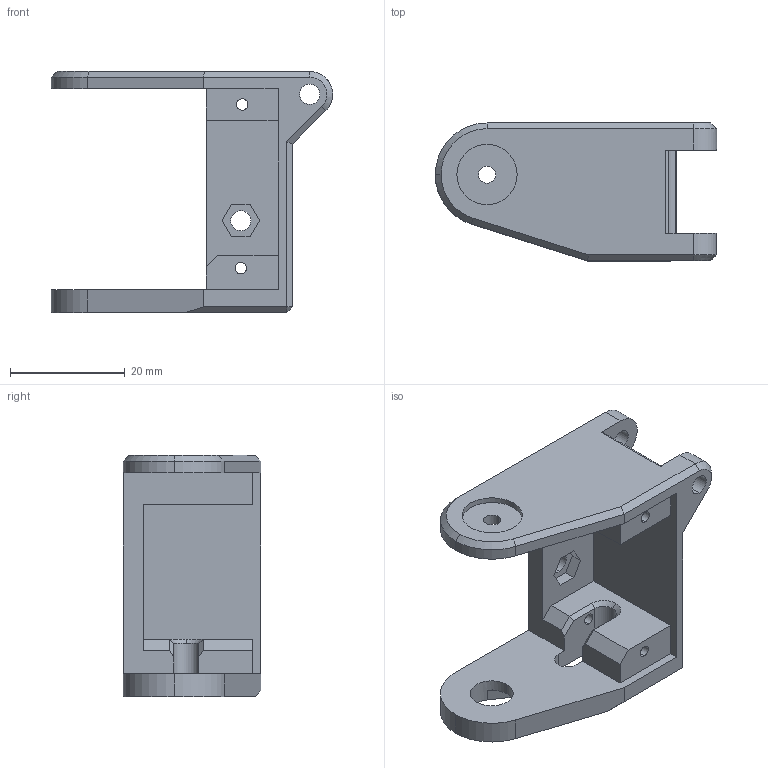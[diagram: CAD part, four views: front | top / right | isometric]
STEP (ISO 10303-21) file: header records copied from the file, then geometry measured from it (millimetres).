
FILE_DESCRIPTION (( 'STEP AP214' ), '1' );
FILE_NAME ('leftBracket.STEP', '2022-07-28T11:27:26', ( '' ), ( '' ), 'SwSTEP 2.0', 'SolidWorks 2020', '' );
FILE_SCHEMA (( 'AUTOMOTIVE_DESIGN' ));
Length unit declared in the file: millimetre
Products named in the file (1): leftBracket
Bounding box: 49 x 24 x 42 mm (x, y, z)
Volume: 11406.2 mm3; surface area: 7569.5 mm2
Topology: 1 solids, 1 shells, 93 faces, 248 edges, 158 vertices
Faces by surface type: plane 52, cylinder 31, cone 10
Entity records: 2952 total; most frequent: DIRECTION 512, CARTESIAN_POINT 501, ORIENTED_EDGE 496, EDGE_CURVE 248, AXIS2_PLACEMENT_3D 171, LINE 170, VECTOR 170, VERTEX_POINT 158
